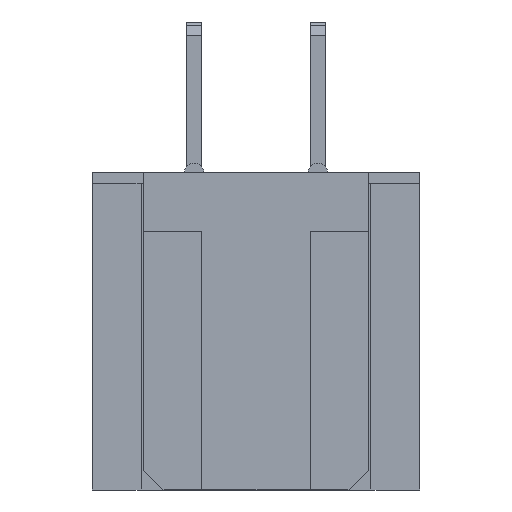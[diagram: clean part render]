
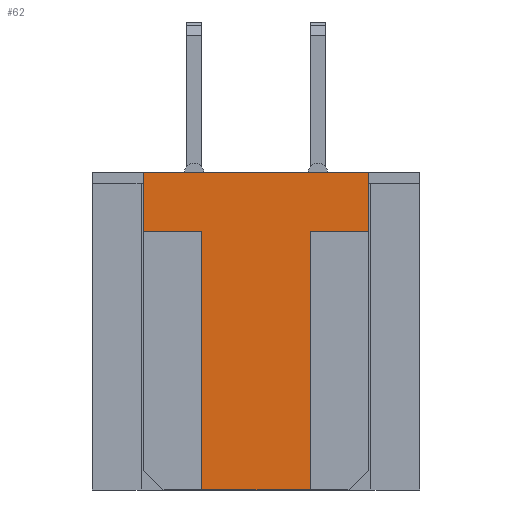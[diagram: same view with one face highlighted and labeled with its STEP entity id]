
A CAD part, left-side view. The second image highlights one B-rep face of the part: STEP entity #62.
In plain terms, the highlighted planar face has unit normal (-1, 0, 0).
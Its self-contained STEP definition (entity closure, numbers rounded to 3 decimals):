
#62=ADVANCED_FACE('',(#2265),#2266,.T.);
#2265=FACE_OUTER_BOUND('',#6835,.T.);
#2266=PLANE('',#6836);
#6835=EDGE_LOOP('',(#11829,#11830,#11831,#11832,#11833,#11834,#11835,#11836));
#6836=AXIS2_PLACEMENT_3D('',#11837,#11838,#11839);
#11829=ORIENTED_EDGE('',*,*,#28839,.T.);
#11830=ORIENTED_EDGE('',*,*,#28868,.T.);
#11831=ORIENTED_EDGE('',*,*,#28861,.T.);
#11832=ORIENTED_EDGE('',*,*,#28869,.F.);
#11833=ORIENTED_EDGE('',*,*,#28393,.F.);
#11834=ORIENTED_EDGE('',*,*,#28867,.T.);
#11835=ORIENTED_EDGE('',*,*,#28859,.T.);
#11836=ORIENTED_EDGE('',*,*,#28870,.F.);
#11837=CARTESIAN_POINT('',(-33.64,1.11,-0.2));
#11838=DIRECTION('',(-1.0,0.0,0.0));
#11839=DIRECTION('',(0.0,0.0,1.0));
#28393=EDGE_CURVE('',#33832,#33834,#33835,.T.);
#28839=EDGE_CURVE('',#34719,#34717,#34720,.T.);
#28859=EDGE_CURVE('',#34755,#34753,#34756,.T.);
#28861=EDGE_CURVE('',#34758,#34759,#34760,.T.);
#28867=EDGE_CURVE('',#33832,#34755,#34767,.T.);
#28868=EDGE_CURVE('',#34717,#34758,#34768,.T.);
#28869=EDGE_CURVE('',#33834,#34759,#34769,.T.);
#28870=EDGE_CURVE('',#34719,#34753,#34770,.T.);
#33832=VERTEX_POINT('',#42823);
#33834=VERTEX_POINT('',#42826);
#33835=LINE('',#42827,#42828);
#34717=VERTEX_POINT('',#44154);
#34719=VERTEX_POINT('',#44157);
#34720=LINE('',#44158,#44159);
#34753=VERTEX_POINT('',#44210);
#34755=VERTEX_POINT('',#44213);
#34756=LINE('',#44214,#44215);
#34758=VERTEX_POINT('',#44218);
#34759=VERTEX_POINT('',#44219);
#34760=LINE('',#44220,#44221);
#34767=LINE('',#44233,#44234);
#34768=LINE('',#44235,#44236);
#34769=LINE('',#44237,#44238);
#34770=LINE('',#44239,#44240);
#42823=CARTESIAN_POINT('',(-33.64,2.31,-0.2));
#42826=CARTESIAN_POINT('',(-33.64,-2.31,-0.2));
#42827=CARTESIAN_POINT('',(-33.64,2.31,-0.2));
#42828=VECTOR('',#59213,4.62);
#44154=CARTESIAN_POINT('',(-33.64,-1.11,-6.7));
#44157=CARTESIAN_POINT('',(-33.64,1.11,-6.7));
#44158=CARTESIAN_POINT('',(-33.64,1.11,-6.7));
#44159=VECTOR('',#59659,2.22);
#44210=CARTESIAN_POINT('',(-33.64,1.11,-1.4));
#44213=CARTESIAN_POINT('',(-33.64,2.31,-1.4));
#44214=CARTESIAN_POINT('',(-33.64,2.31,-1.4));
#44215=VECTOR('',#59679,1.2);
#44218=CARTESIAN_POINT('',(-33.64,-1.11,-1.4));
#44219=CARTESIAN_POINT('',(-33.64,-2.31,-1.4));
#44220=CARTESIAN_POINT('',(-33.64,-1.11,-1.4));
#44221=VECTOR('',#59681,1.2);
#44233=CARTESIAN_POINT('',(-33.64,2.31,-0.2));
#44234=VECTOR('',#59687,1.2);
#44235=CARTESIAN_POINT('',(-33.64,-1.11,-6.7));
#44236=VECTOR('',#59688,5.3);
#44237=CARTESIAN_POINT('',(-33.64,-2.31,-0.2));
#44238=VECTOR('',#59689,1.2);
#44239=CARTESIAN_POINT('',(-33.64,1.11,-6.7));
#44240=VECTOR('',#59690,5.3);
#59213=DIRECTION('',(0.0,-1.0,0.0));
#59659=DIRECTION('',(0.0,-1.0,0.0));
#59679=DIRECTION('',(0.0,-1.0,0.0));
#59681=DIRECTION('',(0.0,-1.0,0.0));
#59687=DIRECTION('',(0.0,0.0,-1.0));
#59688=DIRECTION('',(0.0,0.0,1.0));
#59689=DIRECTION('',(0.0,0.0,-1.0));
#59690=DIRECTION('',(0.0,0.0,1.0));
